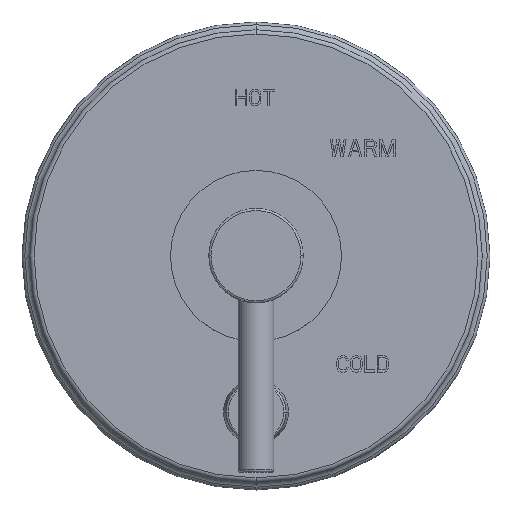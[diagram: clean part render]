
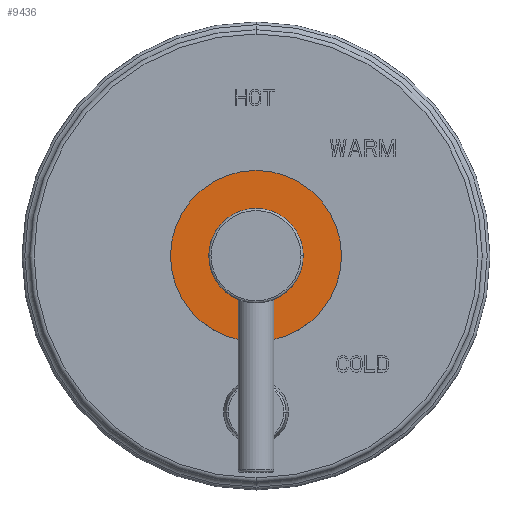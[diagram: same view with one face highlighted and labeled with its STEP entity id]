
A CAD part, top view. The second image highlights one B-rep face of the part: STEP entity #9436.
In plain terms, the highlighted planar face has unit normal (0, 0, 1).
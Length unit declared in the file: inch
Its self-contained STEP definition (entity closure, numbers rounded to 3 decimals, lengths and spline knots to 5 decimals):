
#3246=CARTESIAN_POINT('',(0.,0.,0.688));
#3247=DIRECTION('',(0.,0.,-1.));
#3248=DIRECTION('',(-1.,0.,0.));
#3249=AXIS2_PLACEMENT_3D('',#3246,#3247,#3248);
#3255=CARTESIAN_POINT('',(0.,0.,0.688));
#3256=DIRECTION('',(0.,0.,1.));
#3257=DIRECTION('',(-1.,0.,0.));
#3258=AXIS2_PLACEMENT_3D('',#3255,#3256,#3257);
#3264=CARTESIAN_POINT('',(0.,0.,0.688));
#3265=DIRECTION('',(0.,0.,-1.));
#3266=DIRECTION('',(-1.,0.,0.));
#3267=AXIS2_PLACEMENT_3D('',#3264,#3265,#3266);
#3269=CARTESIAN_POINT('',(0.,0.,0.688));
#3270=DIRECTION('',(0.,0.,-1.));
#3271=DIRECTION('',(1.,0.,0.));
#3272=AXIS2_PLACEMENT_3D('',#3269,#3270,#3271);
#4564=CARTESIAN_POINT('',(-1.1875,0.,0.688));
#4565=CARTESIAN_POINT('',(1.1875,0.,0.688));
#4566=VERTEX_POINT('',#4564);
#4567=VERTEX_POINT('',#4565);
#4580=CARTESIAN_POINT('',(-0.65625,0.,0.688));
#4581=CARTESIAN_POINT('',(0.65625,0.,0.688));
#4582=VERTEX_POINT('',#4580);
#4583=VERTEX_POINT('',#4581);
#9421=CARTESIAN_POINT('',(0.,0.,0.688));
#9422=DIRECTION('',(0.,0.,-1.));
#9423=DIRECTION('',(1.,0.,0.));
#9424=AXIS2_PLACEMENT_3D('',#9421,#9422,#9423);
#9425=PLANE('',#9424);
#9426=ORIENTED_EDGE('',*,*,#9415,.F.);
#9427=ORIENTED_EDGE('',*,*,#9401,.T.);
#9428=EDGE_LOOP('',(#9426,#9427));
#9429=FACE_OUTER_BOUND('',#9428,.F.);
#9431=ORIENTED_EDGE('',*,*,#9430,.F.);
#9433=ORIENTED_EDGE('',*,*,#9432,.F.);
#9434=EDGE_LOOP('',(#9431,#9433));
#9435=FACE_BOUND('',#9434,.F.);
#9436=ADVANCED_FACE('',(#9429,#9435),#9425,.F.);
#3250=CIRCLE('',#3249,1.1875);
#3259=CIRCLE('',#3258,1.1875);
#3268=CIRCLE('',#3267,0.65625);
#3273=CIRCLE('',#3272,0.65625);
#9401=EDGE_CURVE('',#4566,#4567,#3250,.T.);
#9415=EDGE_CURVE('',#4566,#4567,#3259,.T.);
#9430=EDGE_CURVE('',#4582,#4583,#3268,.T.);
#9432=EDGE_CURVE('',#4583,#4582,#3273,.T.);
